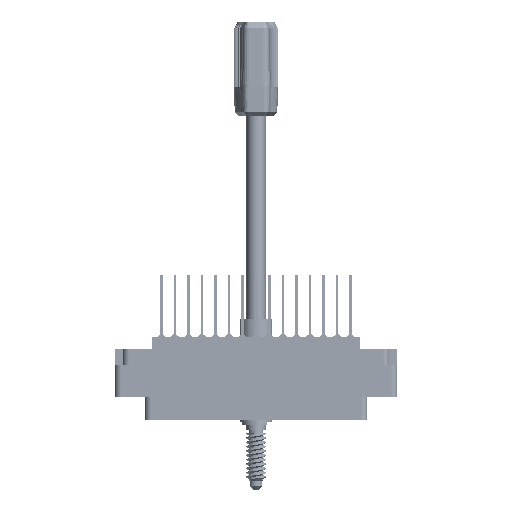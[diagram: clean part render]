
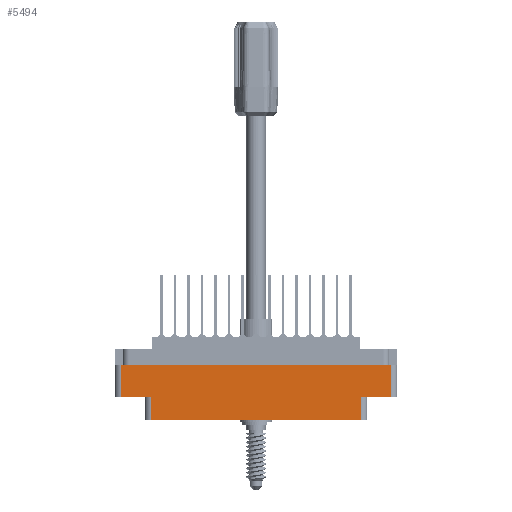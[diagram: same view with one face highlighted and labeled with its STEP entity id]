
A CAD part, front view. The second image highlights one B-rep face of the part: STEP entity #5494.
In plain terms, the highlighted planar face has unit normal (0, -1, 0).
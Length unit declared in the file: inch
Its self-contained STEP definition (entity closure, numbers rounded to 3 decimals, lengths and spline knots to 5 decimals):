
#1486 = PLANE ( 'NONE',  #27181 ) ;
#1492 = LINE ( 'NONE', #10218, #72856 ) ;
#2550 = FACE_OUTER_BOUND ( 'NONE', #48216, .T. ) ;
#4029 = CARTESIAN_POINT ( 'NONE',  ( 0., -0.617, -0.578 ) ) ;
#4332 = ORIENTED_EDGE ( 'NONE', *, *, #57263, .T. ) ;
#4616 = EDGE_CURVE ( 'NONE', #27656, #58696, #52722, .T. ) ;
#5494 = ADVANCED_FACE ( 'NONE', ( #2550 ), #1486, .T. ) ;
#5661 = EDGE_CURVE ( 'NONE', #79945, #58696, #1492, .T. ) ;
#7725 = EDGE_CURVE ( 'NONE', #42406, #19177, #34789, .T. ) ;
#8859 = VERTEX_POINT ( 'NONE', #67205 ) ;
#8973 = CARTESIAN_POINT ( 'NONE',  ( 1.006, -0.617, -0.798 ) ) ;
#9203 = CARTESIAN_POINT ( 'NONE',  ( 1.297, -0.617, -0.274 ) ) ;
#10218 = CARTESIAN_POINT ( 'NONE',  ( 1.006, -0.617, -0.578 ) ) ;
#10352 = VECTOR ( 'NONE', #81302, 39.37008 ) ;
#14112 = VECTOR ( 'NONE', #65692, 39.37008 ) ;
#15784 = DIRECTION ( 'NONE',  ( -1., 0., 0. ) ) ;
#16840 = DIRECTION ( 'NONE',  ( 0., 0., 1. ) ) ;
#17190 = ORIENTED_EDGE ( 'NONE', *, *, #4616, .F. ) ;
#17885 = CARTESIAN_POINT ( 'NONE',  ( -1.006, -0.617, -0.798 ) ) ;
#19177 = VERTEX_POINT ( 'NONE', #51408 ) ;
#23466 = CARTESIAN_POINT ( 'NONE',  ( 1.297, -0.617, -0.578 ) ) ;
#24902 = DIRECTION ( 'NONE',  ( 0., 0., 1. ) ) ;
#24924 = CARTESIAN_POINT ( 'NONE',  ( -1.297, -0.617, -0.274 ) ) ;
#27181 = AXIS2_PLACEMENT_3D ( 'NONE', #66739, #73254, #27736 ) ;
#27656 = VERTEX_POINT ( 'NONE', #23466 ) ;
#27736 = DIRECTION ( 'NONE',  ( 0., 0., -1. ) ) ;
#30156 = VERTEX_POINT ( 'NONE', #9203 ) ;
#31593 = EDGE_CURVE ( 'NONE', #69969, #79945, #63151, .T. ) ;
#34677 = DIRECTION ( 'NONE',  ( 0., 0., -1. ) ) ;
#34789 = LINE ( 'NONE', #54113, #80730 ) ;
#37438 = CARTESIAN_POINT ( 'NONE',  ( 1.297, -0.617, -0.798 ) ) ;
#37811 = ORIENTED_EDGE ( 'NONE', *, *, #7725, .T. ) ;
#37845 = DIRECTION ( 'NONE',  ( 0., 0., -1. ) ) ;
#39146 = CARTESIAN_POINT ( 'NONE',  ( 1.006, -0.617, -0.578 ) ) ;
#40775 = ORIENTED_EDGE ( 'NONE', *, *, #5661, .T. ) ;
#41406 = ORIENTED_EDGE ( 'NONE', *, *, #31593, .T. ) ;
#42406 = VERTEX_POINT ( 'NONE', #24924 ) ;
#44289 = VECTOR ( 'NONE', #24902, 39.37008 ) ;
#44458 = ORIENTED_EDGE ( 'NONE', *, *, #73519, .T. ) ;
#47859 = LINE ( 'NONE', #4029, #57091 ) ;
#48216 = EDGE_LOOP ( 'NONE', ( #69195, #4332, #41406, #40775, #17190, #44458, #52065, #37811 ) ) ;
#48286 = CARTESIAN_POINT ( 'NONE',  ( 0., -0.617, -0.578 ) ) ;
#49753 = CARTESIAN_POINT ( 'NONE',  ( -1.006, -0.617, -0.798 ) ) ;
#51408 = CARTESIAN_POINT ( 'NONE',  ( -1.297, -0.617, -0.578 ) ) ;
#52065 = ORIENTED_EDGE ( 'NONE', *, *, #75836, .F. ) ;
#52722 = LINE ( 'NONE', #48286, #82267 ) ;
#54113 = CARTESIAN_POINT ( 'NONE',  ( -1.297, -0.617, -0.798 ) ) ;
#55629 = LINE ( 'NONE', #37438, #44289 ) ;
#56558 = EDGE_CURVE ( 'NONE', #19177, #8859, #47859, .T. ) ;
#57091 = VECTOR ( 'NONE', #61934, 39.37008 ) ;
#57263 = EDGE_CURVE ( 'NONE', #8859, #69969, #65061, .T. ) ;
#58696 = VERTEX_POINT ( 'NONE', #39146 ) ;
#59168 = CARTESIAN_POINT ( 'NONE',  ( -1.359, -0.617, -0.798 ) ) ;
#61934 = DIRECTION ( 'NONE',  ( 1., 0., 0. ) ) ;
#63151 = LINE ( 'NONE', #59168, #14112 ) ;
#65061 = LINE ( 'NONE', #17885, #79394 ) ;
#65692 = DIRECTION ( 'NONE',  ( 1., 0., 0. ) ) ;
#66739 = CARTESIAN_POINT ( 'NONE',  ( -1.359, -0.617, -0.798 ) ) ;
#67205 = CARTESIAN_POINT ( 'NONE',  ( -1.006, -0.617, -0.578 ) ) ;
#69195 = ORIENTED_EDGE ( 'NONE', *, *, #56558, .T. ) ;
#69969 = VERTEX_POINT ( 'NONE', #49753 ) ;
#72856 = VECTOR ( 'NONE', #16840, 39.37008 ) ;
#73254 = DIRECTION ( 'NONE',  ( 0., -1., 0. ) ) ;
#73519 = EDGE_CURVE ( 'NONE', #27656, #30156, #55629, .T. ) ;
#74664 = CARTESIAN_POINT ( 'NONE',  ( 0., -0.617, -0.274 ) ) ;
#75836 = EDGE_CURVE ( 'NONE', #42406, #30156, #81871, .T. ) ;
#79394 = VECTOR ( 'NONE', #37845, 39.37008 ) ;
#79945 = VERTEX_POINT ( 'NONE', #8973 ) ;
#80730 = VECTOR ( 'NONE', #34677, 39.37008 ) ;
#81302 = DIRECTION ( 'NONE',  ( 1., 0., 0. ) ) ;
#81871 = LINE ( 'NONE', #74664, #10352 ) ;
#82267 = VECTOR ( 'NONE', #15784, 39.37008 ) ;
